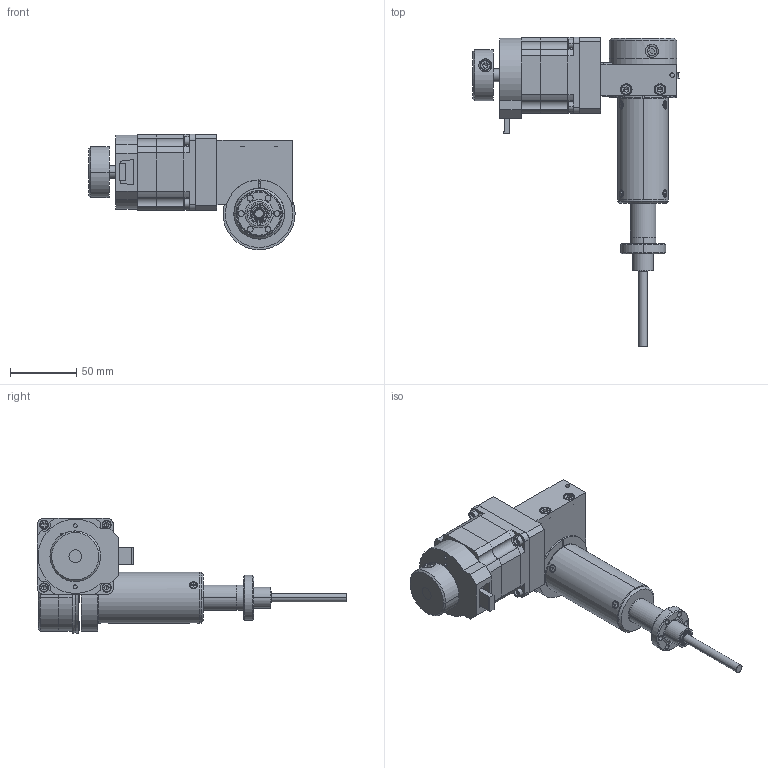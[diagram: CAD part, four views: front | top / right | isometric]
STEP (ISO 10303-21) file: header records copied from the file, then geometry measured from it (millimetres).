
FILE_DESCRIPTION (( 'STEP AP214' ), '1' );
FILE_NAME ('FRM-133-25_MS-W_EDR.STEP', '2019-01-31T21:18:29', ( '' ), ( '' ), 'SwSTEP 2.0', 'SolidWorks 2010', '' );
FILE_SCHEMA (( 'AUTOMOTIVE_DESIGN' ));
Length unit declared in the file: inch
Products named in the file (1): FRM-133-25_MS-W_EDR
Bounding box: 155.26 x 232.79 x 86.91 mm (x, y, z)
Surface area: 88056.4 mm2 (no closed solid volume)
Topology: 0 solids, 59 shells, 509 faces, 1588 edges, 1093 vertices
Faces by surface type: cylinder 228, plane 211, cone 58, torus 12
Entity records: 25544 total; most frequent: CARTESIAN_POINT 4558, DIRECTION 3227, ORIENTED_EDGE 2500, EDGE_CURVE 1574, AXIS2_PLACEMENT_3D 1203, VERTEX_POINT 1093, VECTOR 821, LINE 821
